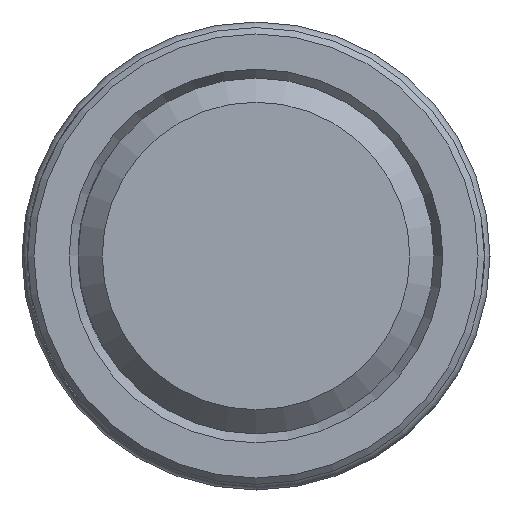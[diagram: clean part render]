
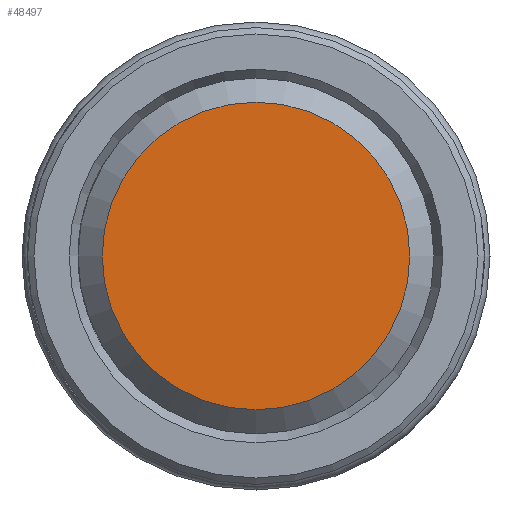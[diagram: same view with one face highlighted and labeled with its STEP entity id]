
A CAD part, left-side view. The second image highlights one B-rep face of the part: STEP entity #48497.
In plain terms, the highlighted planar face has unit normal (-1, 0, 0).
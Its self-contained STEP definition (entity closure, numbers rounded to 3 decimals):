
#48466=CARTESIAN_POINT('',(-25.783,9.55,0.));
#48467=VERTEX_POINT('',#48466);
#48468=CARTESIAN_POINT('',(-25.783,0.0,0.0));
#48469=DIRECTION('',(1.0,0.0,0.0));
#48470=DIRECTION('',(0.0,-1.0,0.0));
#48471=AXIS2_PLACEMENT_3D('',#48468,#48469,#48470);
#48472=CIRCLE('',#48471,9.55);
#48473=EDGE_CURVE('',#48467,#48467,#48472,.T.);
#48489=CARTESIAN_POINT('',(-25.783,5.525,0.0));
#48490=DIRECTION('',(-1.0,0.0,0.0));
#48491=DIRECTION('',(0.0,0.0,1.0));
#48492=AXIS2_PLACEMENT_3D('',#48489,#48490,#48491);
#48493=PLANE('',#48492);
#48494=ORIENTED_EDGE('',*,*,#48473,.F.);
#48495=EDGE_LOOP('',(#48494));
#48496=FACE_OUTER_BOUND('',#48495,.T.);
#48497=ADVANCED_FACE('',(#48496),#48493,.T.);
